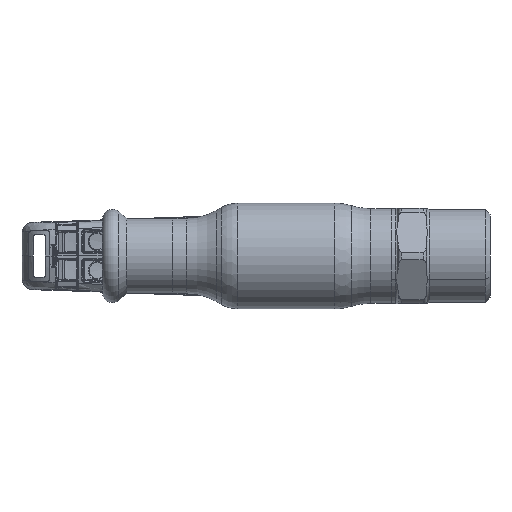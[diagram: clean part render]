
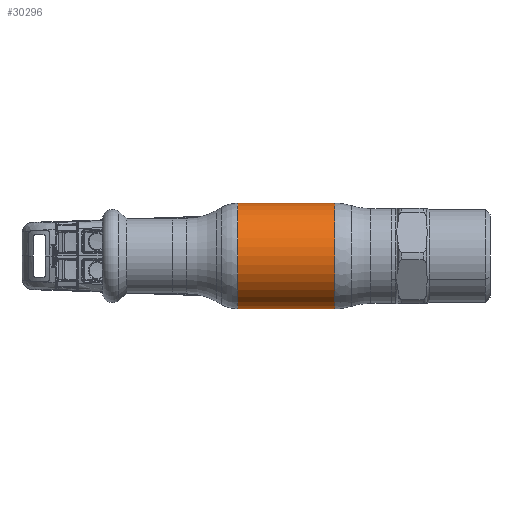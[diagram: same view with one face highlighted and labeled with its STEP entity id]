
A CAD part, front view. The second image highlights one B-rep face of the part: STEP entity #30296.
In plain terms, the highlighted cylindrical face has radius 15 mm (diameter 30 mm), a partial arc.
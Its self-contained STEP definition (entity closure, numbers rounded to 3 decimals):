
#427 = CYLINDRICAL_SURFACE ( 'NONE', #50755, 15. ) ;
#1438 = DIRECTION ( 'NONE',  ( 0., 0., 1. ) ) ;
#3173 = VECTOR ( 'NONE', #19540, 1000. ) ;
#5876 = AXIS2_PLACEMENT_3D ( 'NONE', #21485, #10011, #26650 ) ;
#6802 = CARTESIAN_POINT ( 'NONE',  ( -62.69, 0., 0. ) ) ;
#10011 = DIRECTION ( 'NONE',  ( -1., 0., 0. ) ) ;
#10594 = DIRECTION ( 'NONE',  ( 0., 0., 1. ) ) ;
#15725 = AXIS2_PLACEMENT_3D ( 'NONE', #67047, #72431, #10594 ) ;
#17911 = CIRCLE ( 'NONE', #15725, 15. ) ;
#19174 = EDGE_LOOP ( 'NONE', ( #55567, #65209, #61424, #57654 ) ) ;
#19540 = DIRECTION ( 'NONE',  ( -1., 0., 0. ) ) ;
#21485 = CARTESIAN_POINT ( 'NONE',  ( -13.588, 0., 0. ) ) ;
#22503 = VERTEX_POINT ( 'NONE', #57803 ) ;
#24101 = LINE ( 'NONE', #50210, #44194 ) ;
#26650 = DIRECTION ( 'NONE',  ( 0., 0., 1. ) ) ;
#27768 = CARTESIAN_POINT ( 'NONE',  ( 13.909, 0., -15. ) ) ;
#30296 = ADVANCED_FACE ( 'NONE', ( #45051 ), #427, .T. ) ;
#31410 = EDGE_CURVE ( 'NONE', #61398, #48199, #56528, .T. ) ;
#31963 = EDGE_CURVE ( 'NONE', #51938, #61398, #17911, .T. ) ;
#37239 = CARTESIAN_POINT ( 'NONE',  ( 13.909, 0., 15. ) ) ;
#39792 = DIRECTION ( 'NONE',  ( -1., 0., 0. ) ) ;
#44194 = VECTOR ( 'NONE', #55856, 1000. ) ;
#45051 = FACE_OUTER_BOUND ( 'NONE', #19174, .T. ) ;
#48199 = VERTEX_POINT ( 'NONE', #53349 ) ;
#49584 = EDGE_CURVE ( 'NONE', #51938, #22503, #24101, .T. ) ;
#50210 = CARTESIAN_POINT ( 'NONE',  ( -62.69, 0., -15. ) ) ;
#50755 = AXIS2_PLACEMENT_3D ( 'NONE', #6802, #39792, #1438 ) ;
#51938 = VERTEX_POINT ( 'NONE', #27768 ) ;
#53039 = CARTESIAN_POINT ( 'NONE',  ( -62.69, 0., 15. ) ) ;
#53096 = EDGE_CURVE ( 'NONE', #22503, #48199, #62138, .T. ) ;
#53349 = CARTESIAN_POINT ( 'NONE',  ( -13.588, 0., 15. ) ) ;
#55567 = ORIENTED_EDGE ( 'NONE', *, *, #49584, .F. ) ;
#55856 = DIRECTION ( 'NONE',  ( -1., 0., 0. ) ) ;
#56528 = LINE ( 'NONE', #53039, #3173 ) ;
#57654 = ORIENTED_EDGE ( 'NONE', *, *, #53096, .F. ) ;
#57803 = CARTESIAN_POINT ( 'NONE',  ( -13.588, 0., -15. ) ) ;
#61398 = VERTEX_POINT ( 'NONE', #37239 ) ;
#61424 = ORIENTED_EDGE ( 'NONE', *, *, #31410, .T. ) ;
#62138 = CIRCLE ( 'NONE', #5876, 15. ) ;
#65209 = ORIENTED_EDGE ( 'NONE', *, *, #31963, .T. ) ;
#67047 = CARTESIAN_POINT ( 'NONE',  ( 13.909, 0., 0. ) ) ;
#72431 = DIRECTION ( 'NONE',  ( -1., 0., 0. ) ) ;
